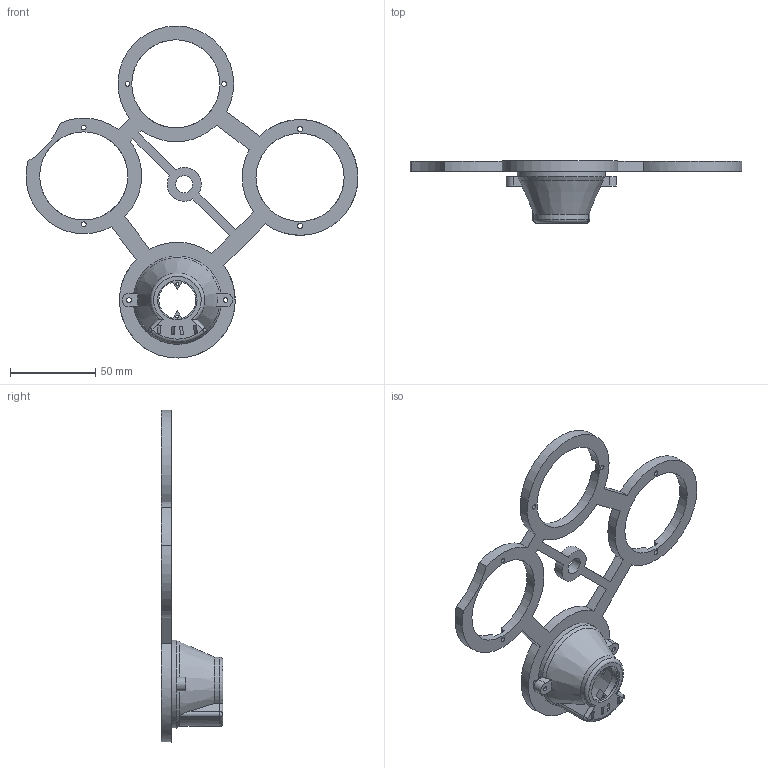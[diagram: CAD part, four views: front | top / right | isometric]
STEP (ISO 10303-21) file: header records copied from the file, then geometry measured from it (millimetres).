
FILE_DESCRIPTION(/* description */ (''),/* implementation_level */ '2;1');
FILE_NAME(/* name */ 'In Shell - Cyclotron Lights holder.step',/* time_stamp */ '2023-01-24T13:33:38Z',/* author */ (''),/* organization */ (''),/* preprocessor_version */ 'ST-DEVELOPER v19.2',/* originating_system */ 'Autodesk Translation Framework v11.17.0.187',/* authorisation */ '');
FILE_SCHEMA (('AUTOMOTIVE_DESIGN { 1 0 10303 214 3 1 1 }'));
Length unit declared in the file: millimetre
Products named in the file (2): In Shell - Cyclotron Lights holder; In shell - cyclotron 84 LED PCB Holder
Assembly tree (1 placements, depth 2):
  In Shell - Cyclotron Lights holder
    In shell - cyclotron 84 LED PCB Holder
Bounding box: 195 x 36.25 x 195.09 mm (x, y, z)
Volume: 59006.4 mm3; surface area: 37873 mm2
Topology: 2 solids, 2 shells, 169 faces, 460 edges, 297 vertices
Faces by surface type: cylinder 79, plane 72, torus 10, cone 6, sphere 2
Full cylindrical faces by diameter (mm): 1.75 x2, 2.75 x6, 3.129 x4, 10 x1, 23.2 x1, 45.431 x1, 51.8 x4, 51.9 x1
Entity records: 5655 total; most frequent: CARTESIAN_POINT 1141, DIRECTION 951, ORIENTED_EDGE 920, EDGE_CURVE 460, AXIS2_PLACEMENT_3D 351, VERTEX_POINT 297, LINE 249, VECTOR 249
